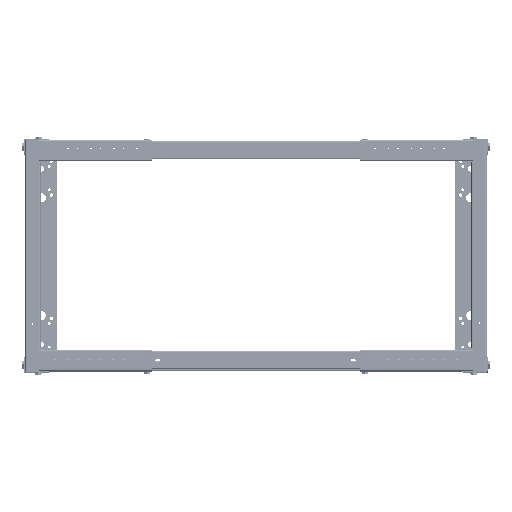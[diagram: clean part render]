
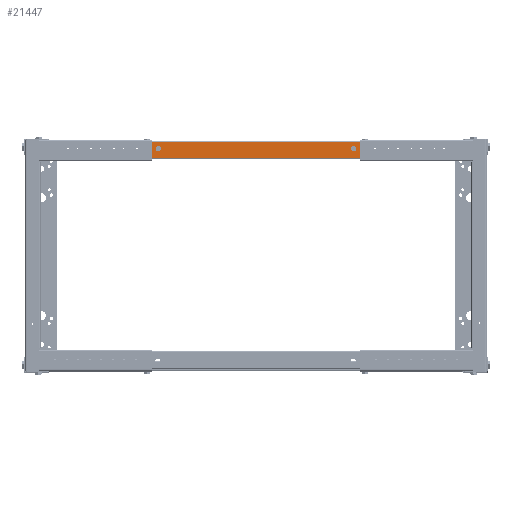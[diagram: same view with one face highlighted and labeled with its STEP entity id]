
A CAD part, top view. The second image highlights one B-rep face of the part: STEP entity #21447.
In plain terms, the highlighted face is planar.
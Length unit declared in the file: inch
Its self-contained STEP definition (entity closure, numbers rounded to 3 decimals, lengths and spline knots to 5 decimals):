
#338 = EDGE_LOOP ( 'NONE', ( #53060, #168391 ) ) ;
#1030 = CIRCLE ( 'NONE', #47005, 0.22244 ) ;
#3306 = DIRECTION ( 'NONE',  ( 1., 0., 0. ) ) ;
#3357 = DIRECTION ( 'NONE',  ( 0., -1., 0. ) ) ;
#3427 = ORIENTED_EDGE ( 'NONE', *, *, #111457, .T. ) ;
#7442 = CARTESIAN_POINT ( 'NONE',  ( -0.11811, 0.34028, 9.71063 ) ) ;
#8257 = DIRECTION ( 'NONE',  ( 0., 0., 1. ) ) ;
#8394 = DIRECTION ( 'NONE',  ( 0., 0., 1. ) ) ;
#10970 = FACE_OUTER_BOUND ( 'NONE', #36944, .T. ) ;
#11105 = ORIENTED_EDGE ( 'NONE', *, *, #127224, .T. ) ;
#11128 = CIRCLE ( 'NONE', #34146, 0.22244 ) ;
#12859 = VERTEX_POINT ( 'NONE', #64824 ) ;
#14006 = ORIENTED_EDGE ( 'NONE', *, *, #128148, .T. ) ;
#15711 = ORIENTED_EDGE ( 'NONE', *, *, #106368, .T. ) ;
#17673 = CARTESIAN_POINT ( 'NONE',  ( 0., 0.34028, -9.84252 ) ) ;
#17875 = CARTESIAN_POINT ( 'NONE',  ( 0.68898, 0.34028, -9.84252 ) ) ;
#18279 = DIRECTION ( 'NONE',  ( 0., 0., 1. ) ) ;
#20192 = AXIS2_PLACEMENT_3D ( 'NONE', #117117, #64005, #8257 ) ;
#20196 = VECTOR ( 'NONE', #23991, 39.37008 ) ;
#21447 = ADVANCED_FACE ( 'NONE', ( #120721, #93726, #78434, #148592, #10970 ), #65834, .T. ) ;
#21674 = CARTESIAN_POINT ( 'NONE',  ( -0.11811, 0.34028, -9.71063 ) ) ;
#23067 = EDGE_LOOP ( 'NONE', ( #165298, #83001 ) ) ;
#23691 = CARTESIAN_POINT ( 'NONE',  ( -0.68898, 0.34028, -9.84252 ) ) ;
#23694 = EDGE_CURVE ( 'NONE', #47440, #153121, #108926, .T. ) ;
#23909 = AXIS2_PLACEMENT_3D ( 'NONE', #122765, #130721, #154195 ) ;
#23991 = DIRECTION ( 'NONE',  ( 1., 0., 0. ) ) ;
#25269 = EDGE_CURVE ( 'NONE', #43037, #63099, #176834, .T. ) ;
#25381 = DIRECTION ( 'NONE',  ( 0., 0., 1. ) ) ;
#27309 = CARTESIAN_POINT ( 'NONE',  ( -0.11811, 0.34028, -8.48819 ) ) ;
#30931 = VERTEX_POINT ( 'NONE', #159009 ) ;
#34146 = AXIS2_PLACEMENT_3D ( 'NONE', #86054, #73441, #169685 ) ;
#35330 = CIRCLE ( 'NONE', #58307, 0.22244 ) ;
#35610 = ORIENTED_EDGE ( 'NONE', *, *, #36468, .T. ) ;
#35704 = VECTOR ( 'NONE', #90172, 39.37008 ) ;
#36161 = VECTOR ( 'NONE', #8394, 39.37008 ) ;
#36468 = EDGE_CURVE ( 'NONE', #12859, #58852, #35330, .T. ) ;
#36944 = EDGE_LOOP ( 'NONE', ( #14006, #47186, #15711, #171066 ) ) ;
#38977 = CARTESIAN_POINT ( 'NONE',  ( -0.11811, 0.34028, -8.48819 ) ) ;
#43037 = VERTEX_POINT ( 'NONE', #149281 ) ;
#47005 = AXIS2_PLACEMENT_3D ( 'NONE', #63819, #174406, #18279 ) ;
#47186 = ORIENTED_EDGE ( 'NONE', *, *, #81530, .F. ) ;
#47440 = VERTEX_POINT ( 'NONE', #132247 ) ;
#49766 = LINE ( 'NONE', #23691, #36161 ) ;
#51561 = DIRECTION ( 'NONE',  ( 0., -1., 0. ) ) ;
#51807 = VERTEX_POINT ( 'NONE', #21674 ) ;
#52361 = DIRECTION ( 'NONE',  ( 0., 1., 0. ) ) ;
#52454 = EDGE_CURVE ( 'NONE', #105356, #51807, #94871, .T. ) ;
#53060 = ORIENTED_EDGE ( 'NONE', *, *, #142835, .T. ) ;
#53555 = ORIENTED_EDGE ( 'NONE', *, *, #157655, .T. ) ;
#58307 = AXIS2_PLACEMENT_3D ( 'NONE', #27309, #137902, #81261 ) ;
#58852 = VERTEX_POINT ( 'NONE', #128025 ) ;
#63099 = VERTEX_POINT ( 'NONE', #67467 ) ;
#63652 = CARTESIAN_POINT ( 'NONE',  ( -0.11811, 0.34028, 8.48819 ) ) ;
#63819 = CARTESIAN_POINT ( 'NONE',  ( -0.11811, 0.34028, 9.48819 ) ) ;
#64005 = DIRECTION ( 'NONE',  ( 0., -1., 0. ) ) ;
#64824 = CARTESIAN_POINT ( 'NONE',  ( -0.11811, 0.34028, -8.71063 ) ) ;
#65834 = PLANE ( 'NONE',  #112416 ) ;
#67467 = CARTESIAN_POINT ( 'NONE',  ( 0.68898, 0.34028, 9.84252 ) ) ;
#73441 = DIRECTION ( 'NONE',  ( 0., -1., 0. ) ) ;
#74054 = EDGE_LOOP ( 'NONE', ( #11105, #53555 ) ) ;
#78434 = FACE_BOUND ( 'NONE', #338, .T. ) ;
#81261 = DIRECTION ( 'NONE',  ( 0., 0., 1. ) ) ;
#81530 = EDGE_CURVE ( 'NONE', #157077, #153764, #100425, .T. ) ;
#83001 = ORIENTED_EDGE ( 'NONE', *, *, #83833, .T. ) ;
#83833 = EDGE_CURVE ( 'NONE', #51807, #105356, #164609, .T. ) ;
#86054 = CARTESIAN_POINT ( 'NONE',  ( -0.11811, 0.34028, 9.48819 ) ) ;
#90172 = DIRECTION ( 'NONE',  ( 0., 0., -1. ) ) ;
#92375 = CARTESIAN_POINT ( 'NONE',  ( -0.11811, 0.34028, 8.71063 ) ) ;
#93726 = FACE_BOUND ( 'NONE', #23067, .T. ) ;
#94871 = CIRCLE ( 'NONE', #114915, 0.22244 ) ;
#100425 = LINE ( 'NONE', #17673, #103775 ) ;
#101188 = EDGE_LOOP ( 'NONE', ( #3427, #35610 ) ) ;
#103775 = VECTOR ( 'NONE', #3306, 39.37008 ) ;
#104862 = VERTEX_POINT ( 'NONE', #7442 ) ;
#105356 = VERTEX_POINT ( 'NONE', #143739 ) ;
#105821 = CARTESIAN_POINT ( 'NONE',  ( 0., 0.34028, 9.84252 ) ) ;
#105892 = DIRECTION ( 'NONE',  ( 0., -1., 0. ) ) ;
#106368 = EDGE_CURVE ( 'NONE', #157077, #43037, #49766, .T. ) ;
#107317 = DIRECTION ( 'NONE',  ( 0., 0., 1. ) ) ;
#108926 = CIRCLE ( 'NONE', #169263, 0.22244 ) ;
#111457 = EDGE_CURVE ( 'NONE', #58852, #12859, #163446, .T. ) ;
#112416 = AXIS2_PLACEMENT_3D ( 'NONE', #132432, #52361, #25381 ) ;
#114915 = AXIS2_PLACEMENT_3D ( 'NONE', #169690, #3357, #157069 ) ;
#117117 = CARTESIAN_POINT ( 'NONE',  ( -0.11811, 0.34028, 8.48819 ) ) ;
#117515 = AXIS2_PLACEMENT_3D ( 'NONE', #38977, #51561, #107317 ) ;
#117894 = CIRCLE ( 'NONE', #20192, 0.22244 ) ;
#120721 = FACE_BOUND ( 'NONE', #101188, .T. ) ;
#122765 = CARTESIAN_POINT ( 'NONE',  ( -0.11811, 0.34028, -9.48819 ) ) ;
#127224 = EDGE_CURVE ( 'NONE', #104862, #30931, #1030, .T. ) ;
#128025 = CARTESIAN_POINT ( 'NONE',  ( -0.11811, 0.34028, -8.26575 ) ) ;
#128148 = EDGE_CURVE ( 'NONE', #63099, #153764, #144171, .T. ) ;
#130721 = DIRECTION ( 'NONE',  ( 0., -1., 0. ) ) ;
#131125 = DIRECTION ( 'NONE',  ( 0., 0., 1. ) ) ;
#132247 = CARTESIAN_POINT ( 'NONE',  ( -0.11811, 0.34028, 8.26575 ) ) ;
#132432 = CARTESIAN_POINT ( 'NONE',  ( 0.80709, 0.34028, -9.84252 ) ) ;
#137902 = DIRECTION ( 'NONE',  ( 0., -1., 0. ) ) ;
#142835 = EDGE_CURVE ( 'NONE', #153121, #47440, #117894, .T. ) ;
#143739 = CARTESIAN_POINT ( 'NONE',  ( -0.11811, 0.34028, -9.26575 ) ) ;
#144171 = LINE ( 'NONE', #172887, #35704 ) ;
#145738 = CARTESIAN_POINT ( 'NONE',  ( -0.68898, 0.34028, -9.84252 ) ) ;
#148592 = FACE_BOUND ( 'NONE', #74054, .T. ) ;
#149281 = CARTESIAN_POINT ( 'NONE',  ( -0.68898, 0.34028, 9.84252 ) ) ;
#153121 = VERTEX_POINT ( 'NONE', #92375 ) ;
#153764 = VERTEX_POINT ( 'NONE', #17875 ) ;
#154195 = DIRECTION ( 'NONE',  ( 0., 0., 1. ) ) ;
#157069 = DIRECTION ( 'NONE',  ( 0., 0., 1. ) ) ;
#157077 = VERTEX_POINT ( 'NONE', #145738 ) ;
#157655 = EDGE_CURVE ( 'NONE', #30931, #104862, #11128, .T. ) ;
#159009 = CARTESIAN_POINT ( 'NONE',  ( -0.11811, 0.34028, 9.26575 ) ) ;
#163446 = CIRCLE ( 'NONE', #117515, 0.22244 ) ;
#164609 = CIRCLE ( 'NONE', #23909, 0.22244 ) ;
#165298 = ORIENTED_EDGE ( 'NONE', *, *, #52454, .T. ) ;
#168391 = ORIENTED_EDGE ( 'NONE', *, *, #23694, .T. ) ;
#169263 = AXIS2_PLACEMENT_3D ( 'NONE', #63652, #105892, #131125 ) ;
#169685 = DIRECTION ( 'NONE',  ( 0., 0., 1. ) ) ;
#169690 = CARTESIAN_POINT ( 'NONE',  ( -0.11811, 0.34028, -9.48819 ) ) ;
#171066 = ORIENTED_EDGE ( 'NONE', *, *, #25269, .T. ) ;
#172887 = CARTESIAN_POINT ( 'NONE',  ( 0.68898, 0.34028, -9.84252 ) ) ;
#174406 = DIRECTION ( 'NONE',  ( 0., -1., 0. ) ) ;
#176834 = LINE ( 'NONE', #105821, #20196 ) ;
